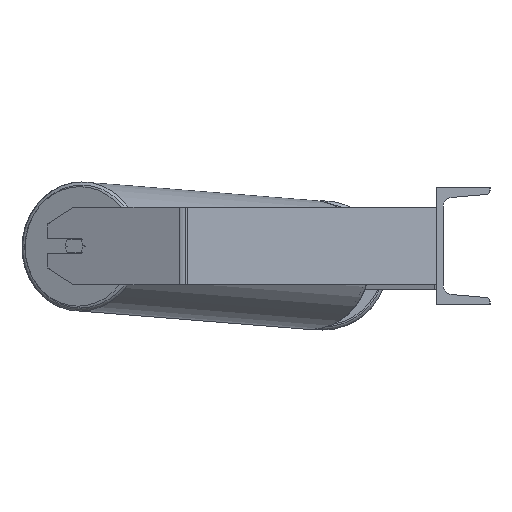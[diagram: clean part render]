
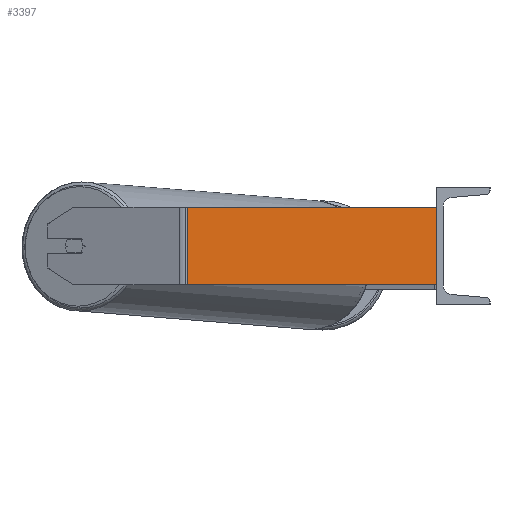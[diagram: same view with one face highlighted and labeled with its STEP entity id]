
A CAD part, left-side view. The second image highlights one B-rep face of the part: STEP entity #3397.
In plain terms, the highlighted planar face has unit normal (-0.996, -0.087, 0).
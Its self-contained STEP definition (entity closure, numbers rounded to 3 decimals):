
#138 = EDGE_LOOP ( 'NONE', ( #6846, #6234, #4054, #9021 ) ) ;
#1259 = VECTOR ( 'NONE', #7001, 1000. ) ;
#1425 = LINE ( 'NONE', #2026, #3401 ) ;
#1543 = VERTEX_POINT ( 'NONE', #5338 ) ;
#1565 = CARTESIAN_POINT ( 'NONE',  ( -907.846, 261.135, -40. ) ) ;
#2026 = CARTESIAN_POINT ( 'NONE',  ( -907.473, 256.864, 40. ) ) ;
#2360 = FACE_OUTER_BOUND ( 'NONE', #138, .T. ) ;
#2451 = CARTESIAN_POINT ( 'NONE',  ( -885., 0., -40. ) ) ;
#2838 = EDGE_CURVE ( 'NONE', #1543, #8666, #7836, .T. ) ;
#3397 = ADVANCED_FACE ( 'NONE', ( #2360 ), #5790, .F. ) ;
#3401 = VECTOR ( 'NONE', #7735, 1000. ) ;
#3410 = LINE ( 'NONE', #7638, #4682 ) ;
#3515 = VERTEX_POINT ( 'NONE', #2451 ) ;
#3657 = EDGE_CURVE ( 'NONE', #7513, #3515, #5880, .T. ) ;
#3752 = CARTESIAN_POINT ( 'NONE',  ( -907.846, 261.135, 40. ) ) ;
#3803 = AXIS2_PLACEMENT_3D ( 'NONE', #3752, #5698, #5745 ) ;
#4054 = ORIENTED_EDGE ( 'NONE', *, *, #2838, .F. ) ;
#4682 = VECTOR ( 'NONE', #6890, 1000. ) ;
#5208 = EDGE_CURVE ( 'NONE', #1543, #7513, #1425, .T. ) ;
#5338 = CARTESIAN_POINT ( 'NONE',  ( -907.473, 256.864, 40. ) ) ;
#5559 = CARTESIAN_POINT ( 'NONE',  ( -907.473, 256.864, -40. ) ) ;
#5698 = DIRECTION ( 'NONE',  ( 0.996, 0.087, 0. ) ) ;
#5745 = DIRECTION ( 'NONE',  ( -0.087, 0.996, 0. ) ) ;
#5790 = PLANE ( 'NONE',  #3803 ) ;
#5880 = LINE ( 'NONE', #1565, #8327 ) ;
#6234 = ORIENTED_EDGE ( 'NONE', *, *, #6768, .F. ) ;
#6768 = EDGE_CURVE ( 'NONE', #8666, #3515, #3410, .T. ) ;
#6846 = ORIENTED_EDGE ( 'NONE', *, *, #3657, .T. ) ;
#6890 = DIRECTION ( 'NONE',  ( 0., 0., -1. ) ) ;
#7001 = DIRECTION ( 'NONE',  ( 0.087, -0.996, 0. ) ) ;
#7513 = VERTEX_POINT ( 'NONE', #5559 ) ;
#7638 = CARTESIAN_POINT ( 'NONE',  ( -885., 0., 40. ) ) ;
#7735 = DIRECTION ( 'NONE',  ( 0., 0., -1. ) ) ;
#7836 = LINE ( 'NONE', #8537, #1259 ) ;
#8236 = DIRECTION ( 'NONE',  ( 0.087, -0.996, 0. ) ) ;
#8327 = VECTOR ( 'NONE', #8236, 1000. ) ;
#8517 = CARTESIAN_POINT ( 'NONE',  ( -885., 0., 40. ) ) ;
#8537 = CARTESIAN_POINT ( 'NONE',  ( -907.846, 261.135, 40. ) ) ;
#8666 = VERTEX_POINT ( 'NONE', #8517 ) ;
#9021 = ORIENTED_EDGE ( 'NONE', *, *, #5208, .T. ) ;
